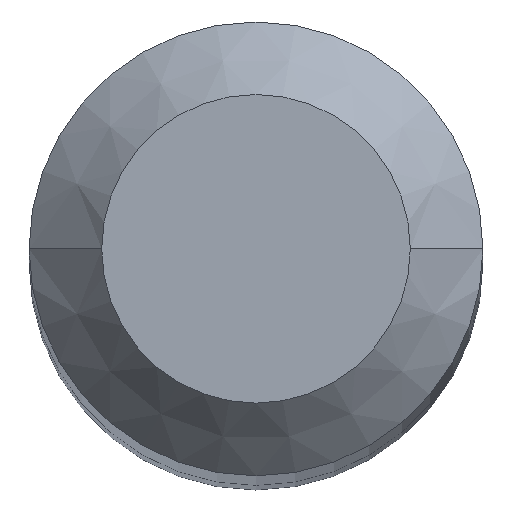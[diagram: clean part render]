
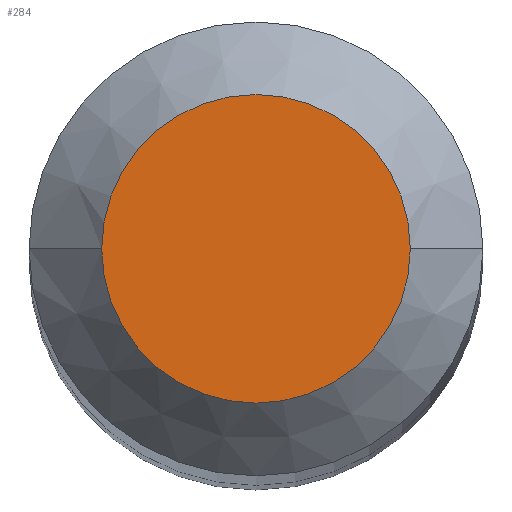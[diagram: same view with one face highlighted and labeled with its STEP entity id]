
A CAD part, top view. The second image highlights one B-rep face of the part: STEP entity #284.
In plain terms, the highlighted planar face has unit normal (0, 0, 1).
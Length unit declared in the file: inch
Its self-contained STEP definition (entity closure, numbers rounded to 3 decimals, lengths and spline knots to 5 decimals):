
#3 = DIRECTION ( 'NONE',  ( 0., 0., -1. ) ) ;
#4 = AXIS2_PLACEMENT_3D ( 'NONE', #269, #3, #61 ) ;
#31 = DIRECTION ( 'NONE',  ( 1., 0., 0. ) ) ;
#37 = FACE_OUTER_BOUND ( 'NONE', #278, .T. ) ;
#61 = DIRECTION ( 'NONE',  ( -1., 0., 0. ) ) ;
#64 = CIRCLE ( 'NONE', #180, 0.0425 ) ;
#85 = VERTEX_POINT ( 'NONE', #354 ) ;
#89 = CIRCLE ( 'NONE', #177, 0.0425 ) ;
#110 = DIRECTION ( 'NONE',  ( 1., 0., 0. ) ) ;
#122 = EDGE_CURVE ( 'NONE', #85, #323, #64, .T. ) ;
#147 = DIRECTION ( 'NONE',  ( 0., 0., 1. ) ) ;
#156 = PLANE ( 'NONE',  #4 ) ;
#167 = ORIENTED_EDGE ( 'NONE', *, *, #122, .T. ) ;
#177 = AXIS2_PLACEMENT_3D ( 'NONE', #331, #147, #31 ) ;
#180 = AXIS2_PLACEMENT_3D ( 'NONE', #351, #382, #110 ) ;
#184 = EDGE_CURVE ( 'NONE', #323, #85, #89, .T. ) ;
#260 = ORIENTED_EDGE ( 'NONE', *, *, #184, .T. ) ;
#269 = CARTESIAN_POINT ( 'NONE',  ( 0., 0.0425, 0. ) ) ;
#278 = EDGE_LOOP ( 'NONE', ( #260, #167 ) ) ;
#284 = ADVANCED_FACE ( 'NONE', ( #37 ), #156, .F. ) ;
#323 = VERTEX_POINT ( 'NONE', #325 ) ;
#325 = CARTESIAN_POINT ( 'NONE',  ( -0.0425, 0., 0. ) ) ;
#331 = CARTESIAN_POINT ( 'NONE',  ( 0., 0., 0. ) ) ;
#351 = CARTESIAN_POINT ( 'NONE',  ( 0., 0., 0. ) ) ;
#354 = CARTESIAN_POINT ( 'NONE',  ( 0.0425, 0., 0. ) ) ;
#382 = DIRECTION ( 'NONE',  ( 0., 0., 1. ) ) ;
